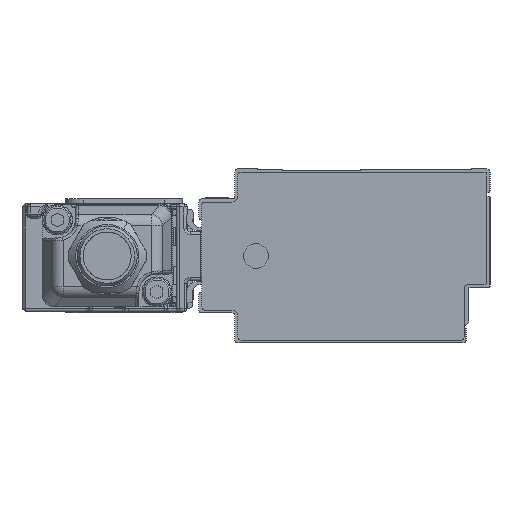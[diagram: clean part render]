
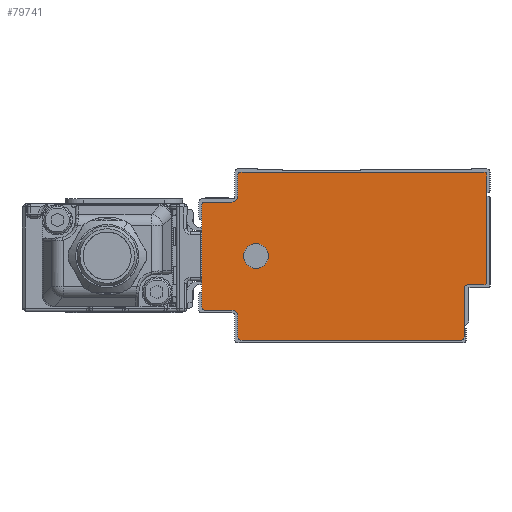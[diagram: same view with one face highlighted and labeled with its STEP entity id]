
A CAD part, left-side view. The second image highlights one B-rep face of the part: STEP entity #79741.
In plain terms, the highlighted planar face has unit normal (-1, 0, 0).
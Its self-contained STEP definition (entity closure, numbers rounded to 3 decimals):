
#78321=AXIS2_PLACEMENT_3D('Circle Axis2P3D',#78319,#78320,$) ;
#78359=AXIS2_PLACEMENT_3D('Circle Axis2P3D',#78357,#78358,$) ;
#78397=AXIS2_PLACEMENT_3D('Circle Axis2P3D',#78395,#78396,$) ;
#78435=AXIS2_PLACEMENT_3D('Circle Axis2P3D',#78433,#78434,$) ;
#79611=AXIS2_PLACEMENT_3D('Circle Axis2P3D',#79609,#79610,$) ;
#79631=AXIS2_PLACEMENT_3D('Plane Axis2P3D',#79628,#79629,#79630) ;
#79635=AXIS2_PLACEMENT_3D('Circle Axis2P3D',#79633,#79634,$) ;
#79649=AXIS2_PLACEMENT_3D('Circle Axis2P3D',#79647,#79648,$) ;
#79663=AXIS2_PLACEMENT_3D('Circle Axis2P3D',#79661,#79662,$) ;
#79677=AXIS2_PLACEMENT_3D('Circle Axis2P3D',#79675,#79676,$) ;
#79691=AXIS2_PLACEMENT_3D('Circle Axis2P3D',#79689,#79690,$) ;
#79725=AXIS2_PLACEMENT_3D('Circle Axis2P3D',#79723,#79724,$) ;
#79734=AXIS2_PLACEMENT_3D('Circle Axis2P3D',#79732,#79733,$) ;
#78277=CARTESIAN_POINT('Line Origine',(-575.5,-3.5,19.1)) ;
#78281=CARTESIAN_POINT('Vertex',(-575.5,-3.5,28.)) ;
#78283=CARTESIAN_POINT('Vertex',(-575.5,-3.5,10.2)) ;
#78319=CARTESIAN_POINT('Axis2P3D Location',(-575.5,-3.,28.)) ;
#78323=CARTESIAN_POINT('Vertex',(-575.5,-3.,28.5)) ;
#78338=CARTESIAN_POINT('Line Origine',(-575.5,17.25,28.5)) ;
#78342=CARTESIAN_POINT('Vertex',(-575.5,37.5,28.5)) ;
#78357=CARTESIAN_POINT('Axis2P3D Location',(-575.5,37.5,28.)) ;
#78361=CARTESIAN_POINT('Vertex',(-575.5,38.,28.)) ;
#78376=CARTESIAN_POINT('Line Origine',(-575.5,38.,26.25)) ;
#78380=CARTESIAN_POINT('Vertex',(-575.5,38.,24.5)) ;
#78395=CARTESIAN_POINT('Axis2P3D Location',(-575.5,39.,24.5)) ;
#78399=CARTESIAN_POINT('Vertex',(-575.5,39.,23.5)) ;
#78414=CARTESIAN_POINT('Line Origine',(-575.5,41.25,23.5)) ;
#78418=CARTESIAN_POINT('Vertex',(-575.5,43.5,23.5)) ;
#78433=CARTESIAN_POINT('Axis2P3D Location',(-575.5,43.5,23.)) ;
#78437=CARTESIAN_POINT('Vertex',(-575.5,44.,23.)) ;
#78452=CARTESIAN_POINT('Line Origine',(-575.5,44.,14.5)) ;
#78456=CARTESIAN_POINT('Vertex',(-575.5,44.,6.)) ;
#79609=CARTESIAN_POINT('Axis2P3D Location',(-575.5,-3.,10.2)) ;
#79613=CARTESIAN_POINT('Vertex',(-575.5,-3.,9.7)) ;
#79628=CARTESIAN_POINT('Axis2P3D Location',(-575.5,0.,0.)) ;
#79633=CARTESIAN_POINT('Axis2P3D Location',(-575.5,43.5,6.)) ;
#79637=CARTESIAN_POINT('Vertex',(-575.5,43.5,5.5)) ;
#79640=CARTESIAN_POINT('Line Origine',(-575.5,41.25,5.5)) ;
#79644=CARTESIAN_POINT('Vertex',(-575.5,39.,5.5)) ;
#79647=CARTESIAN_POINT('Axis2P3D Location',(-575.5,39.,4.5)) ;
#79651=CARTESIAN_POINT('Vertex',(-575.5,38.,4.5)) ;
#79654=CARTESIAN_POINT('Line Origine',(-575.5,38.,2.75)) ;
#79658=CARTESIAN_POINT('Vertex',(-575.5,38.,1.)) ;
#79661=CARTESIAN_POINT('Axis2P3D Location',(-575.5,37.5,1.)) ;
#79665=CARTESIAN_POINT('Vertex',(-575.5,37.5,0.5)) ;
#79668=CARTESIAN_POINT('Line Origine',(-575.5,19.15,0.5)) ;
#79672=CARTESIAN_POINT('Vertex',(-575.5,0.8,0.5)) ;
#79675=CARTESIAN_POINT('Axis2P3D Location',(-575.5,0.8,1.)) ;
#79679=CARTESIAN_POINT('Vertex',(-575.5,0.3,1.)) ;
#79682=CARTESIAN_POINT('Line Origine',(-575.5,0.3,5.1)) ;
#79686=CARTESIAN_POINT('Vertex',(-575.5,0.3,9.2)) ;
#79689=CARTESIAN_POINT('Axis2P3D Location',(-575.5,-0.2,9.2)) ;
#79693=CARTESIAN_POINT('Vertex',(-575.5,-0.2,9.7)) ;
#79696=CARTESIAN_POINT('Line Origine',(-575.5,-1.6,9.7)) ;
#79723=CARTESIAN_POINT('Axis2P3D Location',(-575.5,35.,14.5)) ;
#79727=CARTESIAN_POINT('Vertex',(-575.5,33.186,13.509)) ;
#79729=CARTESIAN_POINT('Vertex',(-575.5,36.814,15.491)) ;
#79732=CARTESIAN_POINT('Axis2P3D Location',(-575.5,35.,14.5)) ;
#78278=DIRECTION('Vector Direction',(0.,0.,-1.)) ;
#78320=DIRECTION('Axis2P3D Direction',(1.,0.,0.)) ;
#78339=DIRECTION('Vector Direction',(0.,1.,0.)) ;
#78358=DIRECTION('Axis2P3D Direction',(1.,0.,0.)) ;
#78377=DIRECTION('Vector Direction',(0.,0.,1.)) ;
#78396=DIRECTION('Axis2P3D Direction',(1.,0.,0.)) ;
#78415=DIRECTION('Vector Direction',(0.,1.,0.)) ;
#78434=DIRECTION('Axis2P3D Direction',(1.,0.,0.)) ;
#78453=DIRECTION('Vector Direction',(0.,0.,1.)) ;
#79610=DIRECTION('Axis2P3D Direction',(1.,0.,0.)) ;
#79629=DIRECTION('Axis2P3D Direction',(1.,0.,0.)) ;
#79630=DIRECTION('Axis2P3D XDirection',(0.,1.,0.)) ;
#79634=DIRECTION('Axis2P3D Direction',(1.,0.,0.)) ;
#79641=DIRECTION('Vector Direction',(0.,-1.,0.)) ;
#79648=DIRECTION('Axis2P3D Direction',(1.,0.,0.)) ;
#79655=DIRECTION('Vector Direction',(0.,0.,1.)) ;
#79662=DIRECTION('Axis2P3D Direction',(1.,0.,0.)) ;
#79669=DIRECTION('Vector Direction',(0.,-1.,0.)) ;
#79676=DIRECTION('Axis2P3D Direction',(1.,0.,0.)) ;
#79683=DIRECTION('Vector Direction',(0.,0.,-1.)) ;
#79690=DIRECTION('Axis2P3D Direction',(1.,0.,0.)) ;
#79697=DIRECTION('Vector Direction',(0.,1.,0.)) ;
#79724=DIRECTION('Axis2P3D Direction',(1.,0.,0.)) ;
#79733=DIRECTION('Axis2P3D Direction',(1.,0.,0.)) ;
#78279=VECTOR('Line Direction',#78278,1.) ;
#78340=VECTOR('Line Direction',#78339,1.) ;
#78378=VECTOR('Line Direction',#78377,1.) ;
#78416=VECTOR('Line Direction',#78415,1.) ;
#78454=VECTOR('Line Direction',#78453,1.) ;
#79642=VECTOR('Line Direction',#79641,1.) ;
#79656=VECTOR('Line Direction',#79655,1.) ;
#79670=VECTOR('Line Direction',#79669,1.) ;
#79684=VECTOR('Line Direction',#79683,1.) ;
#79698=VECTOR('Line Direction',#79697,1.) ;
#79702=ORIENTED_EDGE('',*,*,#78344,.F.) ;
#79703=ORIENTED_EDGE('',*,*,#78363,.F.) ;
#79704=ORIENTED_EDGE('',*,*,#78382,.F.) ;
#79705=ORIENTED_EDGE('',*,*,#78401,.F.) ;
#79706=ORIENTED_EDGE('',*,*,#78420,.F.) ;
#79707=ORIENTED_EDGE('',*,*,#78439,.F.) ;
#79708=ORIENTED_EDGE('',*,*,#78458,.F.) ;
#79709=ORIENTED_EDGE('',*,*,#79639,.F.) ;
#79710=ORIENTED_EDGE('',*,*,#79646,.F.) ;
#79711=ORIENTED_EDGE('',*,*,#79653,.F.) ;
#79712=ORIENTED_EDGE('',*,*,#79660,.F.) ;
#79713=ORIENTED_EDGE('',*,*,#79667,.F.) ;
#79714=ORIENTED_EDGE('',*,*,#79674,.F.) ;
#79715=ORIENTED_EDGE('',*,*,#79681,.F.) ;
#79716=ORIENTED_EDGE('',*,*,#79688,.F.) ;
#79717=ORIENTED_EDGE('',*,*,#79695,.F.) ;
#79718=ORIENTED_EDGE('',*,*,#79700,.F.) ;
#79719=ORIENTED_EDGE('',*,*,#79615,.F.) ;
#79720=ORIENTED_EDGE('',*,*,#78285,.F.) ;
#79721=ORIENTED_EDGE('',*,*,#78325,.F.) ;
#79738=ORIENTED_EDGE('',*,*,#79731,.T.) ;
#79739=ORIENTED_EDGE('',*,*,#79736,.T.) ;
#79740=FACE_BOUND('',#79737,.T.) ;
#79741=ADVANCED_FACE('\X2\FF8EFF9EFF83FF9EFF68FF70\X0\.2',(#79722,#79740),#79632,.F.) ;
#78322=CIRCLE('generated circle',#78321,0.5) ;
#78360=CIRCLE('generated circle',#78359,0.5) ;
#78398=CIRCLE('generated circle',#78397,1.) ;
#78436=CIRCLE('generated circle',#78435,0.5) ;
#79612=CIRCLE('generated circle',#79611,0.5) ;
#79636=CIRCLE('generated circle',#79635,0.5) ;
#79650=CIRCLE('generated circle',#79649,1.) ;
#79664=CIRCLE('generated circle',#79663,0.5) ;
#79678=CIRCLE('generated circle',#79677,0.5) ;
#79692=CIRCLE('generated circle',#79691,0.5) ;
#79726=CIRCLE('generated circle',#79725,2.067) ;
#79735=CIRCLE('generated circle',#79734,2.067) ;
#78285=EDGE_CURVE('',#78282,#78284,#78280,.T.) ;
#78325=EDGE_CURVE('',#78324,#78282,#78322,.T.) ;
#78344=EDGE_CURVE('',#78343,#78324,#78341,.F.) ;
#78363=EDGE_CURVE('',#78362,#78343,#78360,.T.) ;
#78382=EDGE_CURVE('',#78381,#78362,#78379,.T.) ;
#78401=EDGE_CURVE('',#78400,#78381,#78398,.F.) ;
#78420=EDGE_CURVE('',#78419,#78400,#78417,.F.) ;
#78439=EDGE_CURVE('',#78438,#78419,#78436,.T.) ;
#78458=EDGE_CURVE('',#78457,#78438,#78455,.T.) ;
#79615=EDGE_CURVE('',#78284,#79614,#79612,.T.) ;
#79639=EDGE_CURVE('',#79638,#78457,#79636,.T.) ;
#79646=EDGE_CURVE('',#79645,#79638,#79643,.F.) ;
#79653=EDGE_CURVE('',#79652,#79645,#79650,.F.) ;
#79660=EDGE_CURVE('',#79659,#79652,#79657,.T.) ;
#79667=EDGE_CURVE('',#79666,#79659,#79664,.T.) ;
#79674=EDGE_CURVE('',#79673,#79666,#79671,.F.) ;
#79681=EDGE_CURVE('',#79680,#79673,#79678,.T.) ;
#79688=EDGE_CURVE('',#79687,#79680,#79685,.T.) ;
#79695=EDGE_CURVE('',#79694,#79687,#79692,.F.) ;
#79700=EDGE_CURVE('',#79614,#79694,#79699,.T.) ;
#79731=EDGE_CURVE('',#79728,#79730,#79726,.T.) ;
#79736=EDGE_CURVE('',#79730,#79728,#79735,.T.) ;
#79701=EDGE_LOOP('',(#79702,#79703,#79704,#79705,#79706,#79707,#79708,#79709,#79710,#79711,#79712,#79713,#79714,#79715,#79716,#79717,#79718,#79719,#79720,#79721)) ;
#79737=EDGE_LOOP('',(#79738,#79739)) ;
#79722=FACE_OUTER_BOUND('',#79701,.T.) ;
#78280=LINE('Line',#78277,#78279) ;
#78341=LINE('Line',#78338,#78340) ;
#78379=LINE('Line',#78376,#78378) ;
#78417=LINE('Line',#78414,#78416) ;
#78455=LINE('Line',#78452,#78454) ;
#79643=LINE('Line',#79640,#79642) ;
#79657=LINE('Line',#79654,#79656) ;
#79671=LINE('Line',#79668,#79670) ;
#79685=LINE('Line',#79682,#79684) ;
#79699=LINE('Line',#79696,#79698) ;
#79632=PLANE('Plane',#79631) ;
#78282=VERTEX_POINT('',#78281) ;
#78284=VERTEX_POINT('',#78283) ;
#78324=VERTEX_POINT('',#78323) ;
#78343=VERTEX_POINT('',#78342) ;
#78362=VERTEX_POINT('',#78361) ;
#78381=VERTEX_POINT('',#78380) ;
#78400=VERTEX_POINT('',#78399) ;
#78419=VERTEX_POINT('',#78418) ;
#78438=VERTEX_POINT('',#78437) ;
#78457=VERTEX_POINT('',#78456) ;
#79614=VERTEX_POINT('',#79613) ;
#79638=VERTEX_POINT('',#79637) ;
#79645=VERTEX_POINT('',#79644) ;
#79652=VERTEX_POINT('',#79651) ;
#79659=VERTEX_POINT('',#79658) ;
#79666=VERTEX_POINT('',#79665) ;
#79673=VERTEX_POINT('',#79672) ;
#79680=VERTEX_POINT('',#79679) ;
#79687=VERTEX_POINT('',#79686) ;
#79694=VERTEX_POINT('',#79693) ;
#79728=VERTEX_POINT('',#79727) ;
#79730=VERTEX_POINT('',#79729) ;
